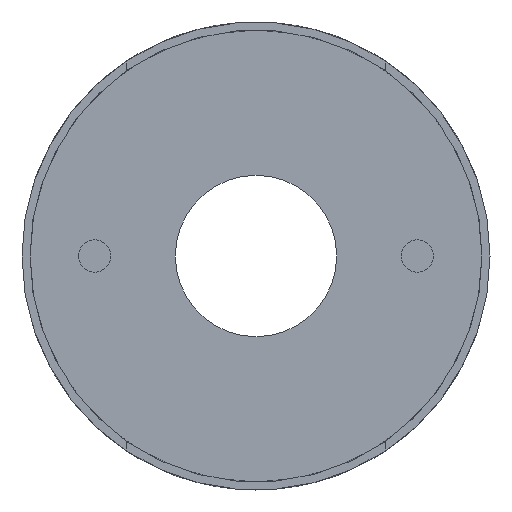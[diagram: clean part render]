
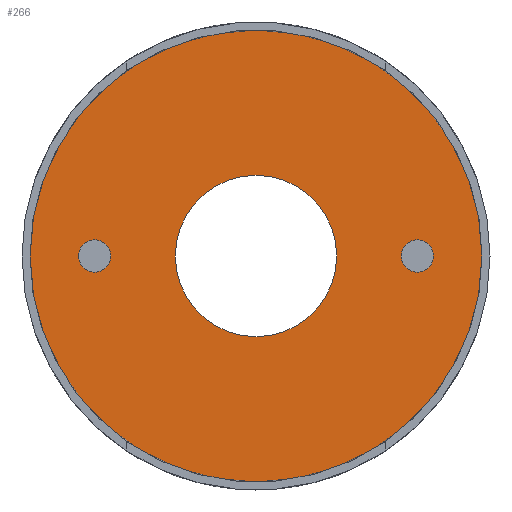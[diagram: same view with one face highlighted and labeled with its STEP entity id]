
A CAD part, front view. The second image highlights one B-rep face of the part: STEP entity #266.
In plain terms, the highlighted planar face has unit normal (0, -1, 0).
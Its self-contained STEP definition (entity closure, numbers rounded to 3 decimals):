
#19=FACE_BOUND('',#81,.T.);
#20=FACE_BOUND('',#82,.T.);
#21=FACE_BOUND('',#83,.T.);
#38=CIRCLE('',#289,1.);
#40=CIRCLE('',#293,1.);
#42=CIRCLE('',#298,14.);
#43=CIRCLE('',#300,5.);
#59=FACE_OUTER_BOUND('',#80,.T.);
#80=EDGE_LOOP('',(#232));
#81=EDGE_LOOP('',(#233));
#82=EDGE_LOOP('',(#234));
#83=EDGE_LOOP('',(#235));
#138=VERTEX_POINT('',#441);
#140=VERTEX_POINT('',#447);
#141=VERTEX_POINT('',#453);
#142=VERTEX_POINT('',#456);
#169=EDGE_CURVE('',#138,#138,#38,.T.);
#171=EDGE_CURVE('',#140,#140,#40,.T.);
#173=EDGE_CURVE('',#141,#141,#42,.T.);
#174=EDGE_CURVE('',#142,#142,#43,.T.);
#232=ORIENTED_EDGE('',*,*,#173,.T.);
#233=ORIENTED_EDGE('',*,*,#169,.T.);
#234=ORIENTED_EDGE('',*,*,#171,.T.);
#235=ORIENTED_EDGE('',*,*,#174,.F.);
#250=PLANE('',#299);
#266=ADVANCED_FACE('',(#59,#19,#20,#21),#250,.T.);
#289=AXIS2_PLACEMENT_3D('',#442,#358,#359);
#293=AXIS2_PLACEMENT_3D('',#448,#366,#367);
#298=AXIS2_PLACEMENT_3D('',#454,#376,#377);
#299=AXIS2_PLACEMENT_3D('',#455,#378,#379);
#300=AXIS2_PLACEMENT_3D('',#457,#380,#381);
#358=DIRECTION('center_axis',(0.,1.,0.));
#359=DIRECTION('ref_axis',(-1.,0.,0.));
#366=DIRECTION('center_axis',(0.,1.,0.));
#367=DIRECTION('ref_axis',(-1.,0.,0.));
#376=DIRECTION('center_axis',(0.,-1.,0.));
#377=DIRECTION('ref_axis',(1.,0.,0.));
#378=DIRECTION('center_axis',(0.,-1.,0.));
#379=DIRECTION('ref_axis',(0.,0.,-1.));
#380=DIRECTION('center_axis',(0.,-1.,0.));
#381=DIRECTION('ref_axis',(1.,0.,0.));
#441=CARTESIAN_POINT('',(11.,10.5,0.));
#442=CARTESIAN_POINT('Origin',(10.,10.5,0.));
#447=CARTESIAN_POINT('',(-9.,10.5,0.));
#448=CARTESIAN_POINT('Origin',(-10.,10.5,0.));
#453=CARTESIAN_POINT('',(14.,10.5,0.));
#454=CARTESIAN_POINT('Origin',(0.,10.5,0.));
#455=CARTESIAN_POINT('Origin',(5.,10.5,0.));
#456=CARTESIAN_POINT('',(5.,10.5,0.));
#457=CARTESIAN_POINT('Origin',(0.,10.5,0.));
